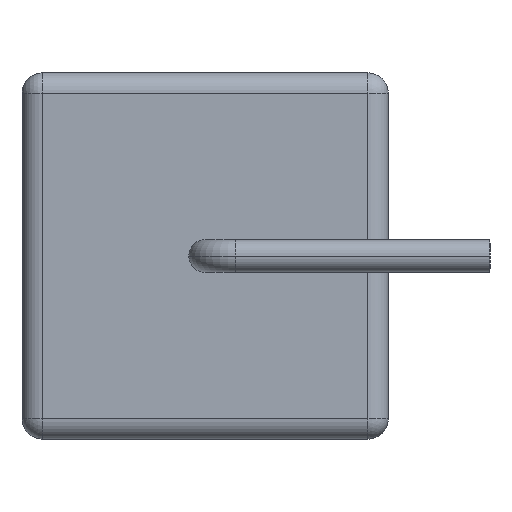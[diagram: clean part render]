
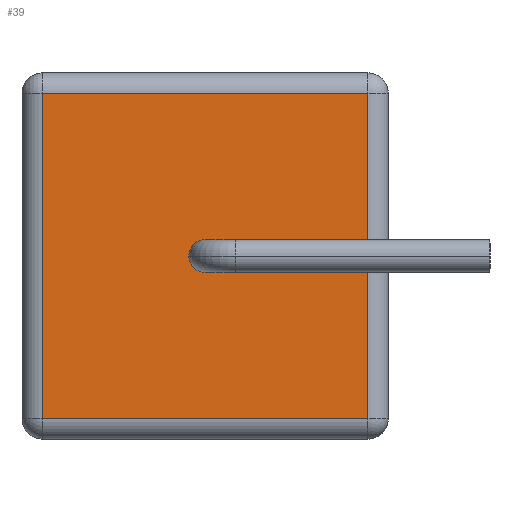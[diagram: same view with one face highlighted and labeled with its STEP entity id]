
A CAD part, left-side view. The second image highlights one B-rep face of the part: STEP entity #39.
In plain terms, the highlighted planar face has unit normal (-1, 0, 0).
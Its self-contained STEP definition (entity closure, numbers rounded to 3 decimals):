
#34 = DIRECTION ( 'NONE',  ( 1., 0., 0. ) ) ;
#39 = ADVANCED_FACE ( 'NONE', ( #548, #166 ), #784, .F. ) ;
#41 = DIRECTION ( 'NONE',  ( 0., 0., 1. ) ) ;
#53 = DIRECTION ( 'NONE',  ( 0., 0., -1. ) ) ;
#59 = CIRCLE ( 'NONE', #365, 0.4 ) ;
#94 = VERTEX_POINT ( 'NONE', #970 ) ;
#115 = VECTOR ( 'NONE', #893, 1000. ) ;
#125 = AXIS2_PLACEMENT_3D ( 'NONE', #887, #34, #531 ) ;
#166 = FACE_OUTER_BOUND ( 'NONE', #966, .T. ) ;
#177 = LINE ( 'NONE', #370, #115 ) ;
#188 = DIRECTION ( 'NONE',  ( 0., 0., -1. ) ) ;
#189 = CIRCLE ( 'NONE', #315, 0.4 ) ;
#199 = CARTESIAN_POINT ( 'NONE',  ( -37.5, 5., 0. ) ) ;
#202 = CARTESIAN_POINT ( 'NONE',  ( -37.5, 1., 4.5 ) ) ;
#232 = EDGE_CURVE ( 'NONE', #1044, #468, #564, .T. ) ;
#246 = EDGE_CURVE ( 'NONE', #283, #94, #177, .T. ) ;
#261 = VERTEX_POINT ( 'NONE', #449 ) ;
#283 = VERTEX_POINT ( 'NONE', #568 ) ;
#315 = AXIS2_PLACEMENT_3D ( 'NONE', #199, #963, #188 ) ;
#332 = CARTESIAN_POINT ( 'NONE',  ( -37.5, 1., 4. ) ) ;
#365 = AXIS2_PLACEMENT_3D ( 'NONE', #637, #454, #53 ) ;
#370 = CARTESIAN_POINT ( 'NONE',  ( -37.5, 9., 4.5 ) ) ;
#414 = VERTEX_POINT ( 'NONE', #920 ) ;
#449 = CARTESIAN_POINT ( 'NONE',  ( -37.5, 5., -0.4 ) ) ;
#454 = DIRECTION ( 'NONE',  ( 1., 0., 0. ) ) ;
#468 = VERTEX_POINT ( 'NONE', #332 ) ;
#531 = DIRECTION ( 'NONE',  ( 0., 0., -1. ) ) ;
#548 = FACE_BOUND ( 'NONE', #919, .T. ) ;
#562 = DIRECTION ( 'NONE',  ( 0., -1., 0. ) ) ;
#564 = LINE ( 'NONE', #202, #1041 ) ;
#567 = ORIENTED_EDGE ( 'NONE', *, *, #894, .T. ) ;
#568 = CARTESIAN_POINT ( 'NONE',  ( -37.5, 9., 4. ) ) ;
#619 = ORIENTED_EDGE ( 'NONE', *, *, #971, .T. ) ;
#633 = ORIENTED_EDGE ( 'NONE', *, *, #921, .T. ) ;
#637 = CARTESIAN_POINT ( 'NONE',  ( -37.5, 5., 0. ) ) ;
#732 = DIRECTION ( 'NONE',  ( 0., 1., 0. ) ) ;
#736 = VECTOR ( 'NONE', #732, 1000. ) ;
#750 = EDGE_CURVE ( 'NONE', #414, #261, #189, .T. ) ;
#784 = PLANE ( 'NONE',  #125 ) ;
#830 = CARTESIAN_POINT ( 'NONE',  ( -37.5, 9.5, -4. ) ) ;
#832 = LINE ( 'NONE', #830, #1016 ) ;
#851 = CARTESIAN_POINT ( 'NONE',  ( -37.5, 1., -4. ) ) ;
#887 = CARTESIAN_POINT ( 'NONE',  ( -37.5, 9.5, 4.5 ) ) ;
#893 = DIRECTION ( 'NONE',  ( 0., 0., -1. ) ) ;
#894 = EDGE_CURVE ( 'NONE', #468, #283, #967, .T. ) ;
#919 = EDGE_LOOP ( 'NONE', ( #633, #964 ) ) ;
#920 = CARTESIAN_POINT ( 'NONE',  ( -37.5, 5., 0.4 ) ) ;
#921 = EDGE_CURVE ( 'NONE', #261, #414, #59, .T. ) ;
#963 = DIRECTION ( 'NONE',  ( 1., 0., 0. ) ) ;
#964 = ORIENTED_EDGE ( 'NONE', *, *, #750, .T. ) ;
#966 = EDGE_LOOP ( 'NONE', ( #619, #1018, #567, #1068 ) ) ;
#967 = LINE ( 'NONE', #1079, #736 ) ;
#970 = CARTESIAN_POINT ( 'NONE',  ( -37.5, 9., -4. ) ) ;
#971 = EDGE_CURVE ( 'NONE', #94, #1044, #832, .T. ) ;
#1016 = VECTOR ( 'NONE', #562, 1000. ) ;
#1018 = ORIENTED_EDGE ( 'NONE', *, *, #232, .T. ) ;
#1041 = VECTOR ( 'NONE', #41, 1000. ) ;
#1044 = VERTEX_POINT ( 'NONE', #851 ) ;
#1068 = ORIENTED_EDGE ( 'NONE', *, *, #246, .T. ) ;
#1079 = CARTESIAN_POINT ( 'NONE',  ( -37.5, 9.5, 4. ) ) ;
